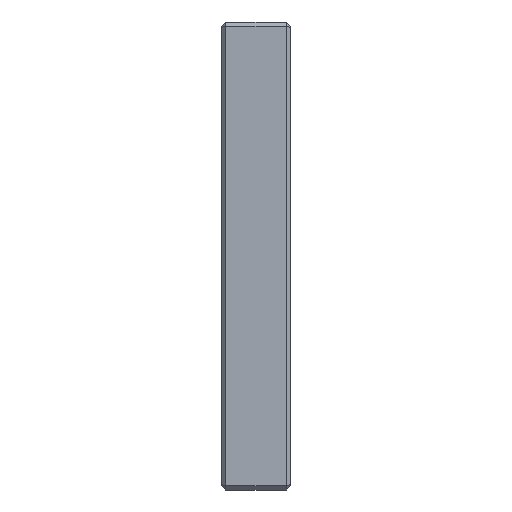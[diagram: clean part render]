
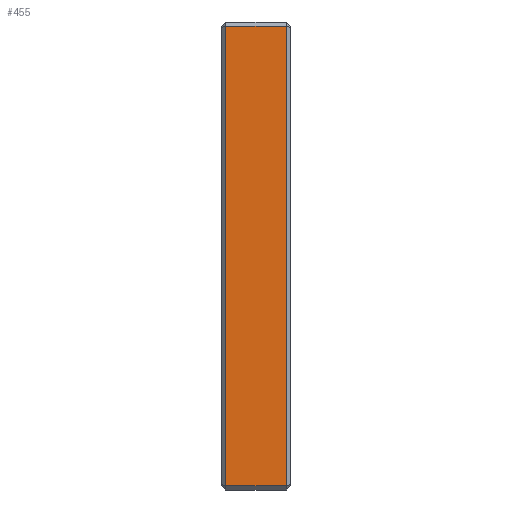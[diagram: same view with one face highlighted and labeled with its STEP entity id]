
A CAD part, left-side view. The second image highlights one B-rep face of the part: STEP entity #455.
In plain terms, the highlighted planar face has unit normal (-1, 0, 0).
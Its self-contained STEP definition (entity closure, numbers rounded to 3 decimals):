
#26 = PLANE ( 'NONE',  #1681 ) ;
#37 = CARTESIAN_POINT ( 'NONE',  ( -17., 2.5, -17. ) ) ;
#63 = ORIENTED_EDGE ( 'NONE', *, *, #124, .T. ) ;
#109 = VECTOR ( 'NONE', #1798, 1000. ) ;
#124 = EDGE_CURVE ( 'NONE', #1603, #1095, #1774, .T. ) ;
#404 = CARTESIAN_POINT ( 'NONE',  ( -17., 2.2, -16.7 ) ) ;
#418 = VECTOR ( 'NONE', #691, 1000. ) ;
#445 = CARTESIAN_POINT ( 'NONE',  ( -17., 2.5, 16.7 ) ) ;
#455 = ADVANCED_FACE ( 'NONE', ( #491 ), #26, .F. ) ;
#491 = FACE_OUTER_BOUND ( 'NONE', #1039, .T. ) ;
#588 = DIRECTION ( 'NONE',  ( 0., 0., 1. ) ) ;
#646 = CARTESIAN_POINT ( 'NONE',  ( -17., 2.2, 16.7 ) ) ;
#671 = VECTOR ( 'NONE', #588, 1000. ) ;
#691 = DIRECTION ( 'NONE',  ( 0., -1., 0. ) ) ;
#774 = CARTESIAN_POINT ( 'NONE',  ( -17., -2.2, -16.7 ) ) ;
#859 = VERTEX_POINT ( 'NONE', #1300 ) ;
#1039 = EDGE_LOOP ( 'NONE', ( #63, #1186, #1517, #1252 ) ) ;
#1059 = VERTEX_POINT ( 'NONE', #646 ) ;
#1095 = VERTEX_POINT ( 'NONE', #774 ) ;
#1130 = LINE ( 'NONE', #404, #1687 ) ;
#1186 = ORIENTED_EDGE ( 'NONE', *, *, #1779, .T. ) ;
#1196 = LINE ( 'NONE', #445, #109 ) ;
#1240 = DIRECTION ( 'NONE',  ( 1., 0., 0. ) ) ;
#1252 = ORIENTED_EDGE ( 'NONE', *, *, #1618, .T. ) ;
#1300 = CARTESIAN_POINT ( 'NONE',  ( -17., -2.2, 16.7 ) ) ;
#1338 = CARTESIAN_POINT ( 'NONE',  ( -17., -2.2, -17. ) ) ;
#1517 = ORIENTED_EDGE ( 'NONE', *, *, #1744, .T. ) ;
#1585 = DIRECTION ( 'NONE',  ( 0., 0., -1. ) ) ;
#1594 = CARTESIAN_POINT ( 'NONE',  ( -17., 2.5, -16.7 ) ) ;
#1603 = VERTEX_POINT ( 'NONE', #1914 ) ;
#1618 = EDGE_CURVE ( 'NONE', #1059, #1603, #1130, .T. ) ;
#1619 = LINE ( 'NONE', #1338, #671 ) ;
#1681 = AXIS2_PLACEMENT_3D ( 'NONE', #37, #1240, #1585 ) ;
#1687 = VECTOR ( 'NONE', #1881, 1000. ) ;
#1744 = EDGE_CURVE ( 'NONE', #859, #1059, #1196, .T. ) ;
#1774 = LINE ( 'NONE', #1594, #418 ) ;
#1779 = EDGE_CURVE ( 'NONE', #1095, #859, #1619, .T. ) ;
#1798 = DIRECTION ( 'NONE',  ( 0., 1., 0. ) ) ;
#1881 = DIRECTION ( 'NONE',  ( 0., 0., -1. ) ) ;
#1914 = CARTESIAN_POINT ( 'NONE',  ( -17., 2.2, -16.7 ) ) ;
